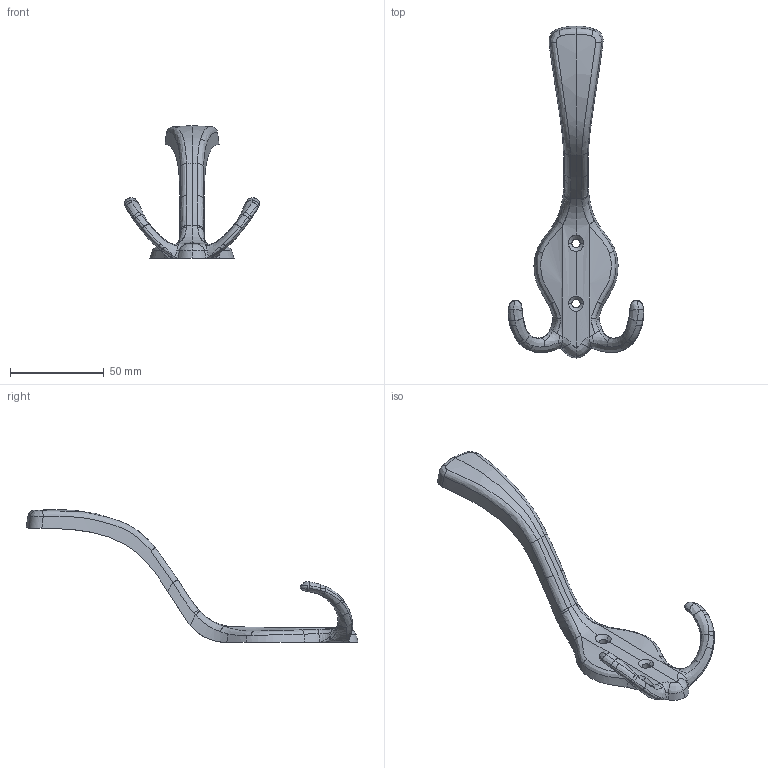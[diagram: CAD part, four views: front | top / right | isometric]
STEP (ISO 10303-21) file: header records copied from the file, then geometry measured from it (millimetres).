
FILE_DESCRIPTION(('Creo Elements/Direct Modeling STEP Export'),'2;1');
FILE_NAME('703.stp','2017-09-08T11:13:26',(''),(''),'Creo Elements/Direct Modeling STEP processor for AP214 (Solid Model)','Creo Elements/Direct Modeling 20.0 12-Nov-2016 (C) Parametric Technology GmbH','');
FILE_SCHEMA(('AUTOMOTIVE_DESIGN { 1 0 10303 214 1 1 1 1 }'));
Products named in the file (1): 703
Bounding box: 72.2 x 176.7 x 70.72 mm (x, y, z)
Volume: 12252.4 mm3
Topology: 1 solids, 1 shells, 273 faces, 707 edges, 434 vertices
Faces by surface type: bspline 243, plane 20, cylinder 6, cone 4
Entity records: 130207 total; most frequent: CARTESIAN_POINT 125162, ORIENTED_EDGE 1414, EDGE_CURVE 707, B_SPLINE_CURVE_WITH_KNOTS 499, VERTEX_POINT 434, DIRECTION 392, EDGE_LOOP 275, FACE_OUTER_BOUND 273
